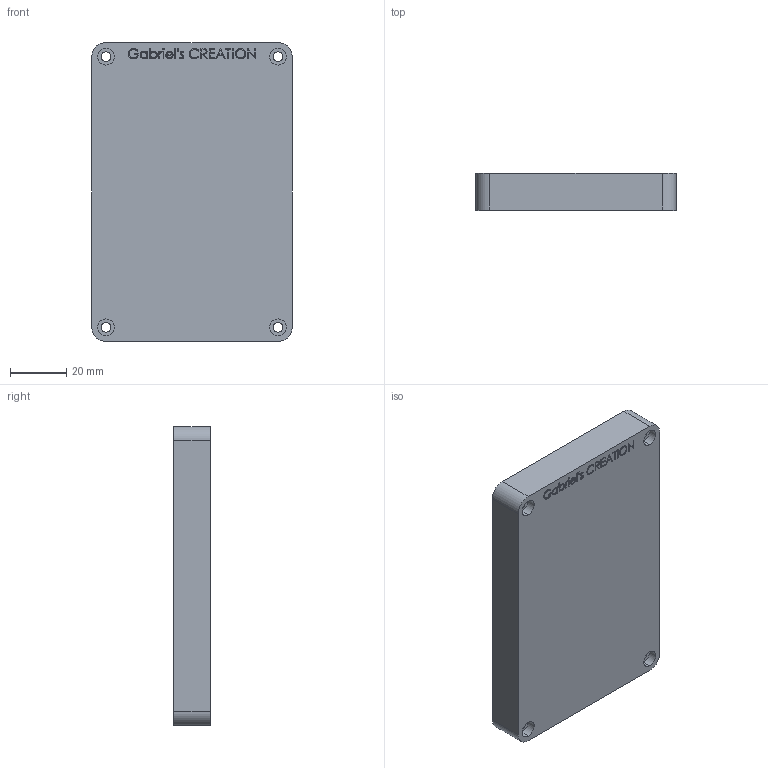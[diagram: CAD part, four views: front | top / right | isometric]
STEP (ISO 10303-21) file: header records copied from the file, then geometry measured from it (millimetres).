
FILE_DESCRIPTION (( 'STEP AP214' ), '1' );
FILE_NAME ('bottom case.STEP', '2025-12-27T10:06:19', ( '' ), ( '' ), 'SwSTEP 2.0', 'SolidWorks 2025', '' );
FILE_SCHEMA (( 'AUTOMOTIVE_DESIGN' ));
Length unit declared in the file: millimetre
Products named in the file (1): bottom case
Bounding box: 71 x 13 x 106 mm (x, y, z)
Volume: 50283 mm3; surface area: 22777.3 mm2
Topology: 1 solids, 1 shells, 240 faces, 630 edges, 420 vertices
Faces by surface type: plane 137, bspline 83, cylinder 20
Entity records: 11591 total; most frequent: CARTESIAN_POINT 6150, ORIENTED_EDGE 1260, DIRECTION 820, EDGE_CURVE 630, LINE 424, VECTOR 424, VERTEX_POINT 420, EDGE_LOOP 276
